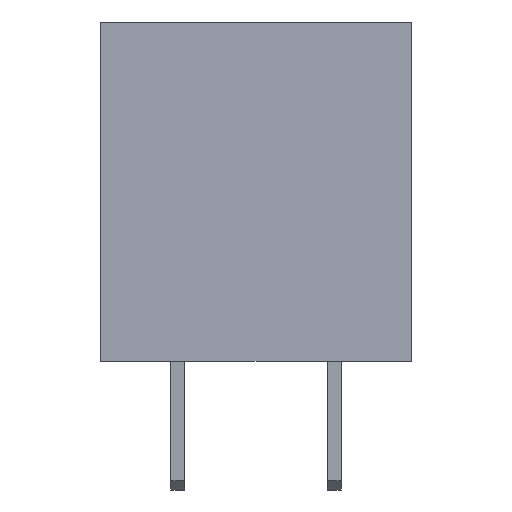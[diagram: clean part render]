
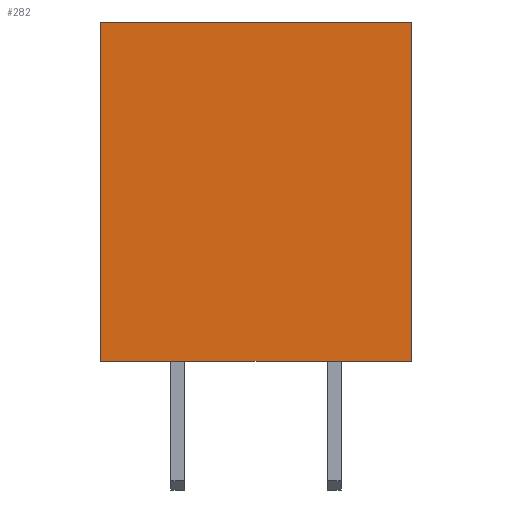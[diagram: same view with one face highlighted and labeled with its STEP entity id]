
A CAD part, left-side view. The second image highlights one B-rep face of the part: STEP entity #282.
In plain terms, the highlighted planar face has unit normal (-1, 0, 0).
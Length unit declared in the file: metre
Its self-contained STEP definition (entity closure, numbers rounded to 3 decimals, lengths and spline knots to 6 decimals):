
#158 = EDGE_CURVE( '', #424, #425, #426, .T. );
#186 = EDGE_CURVE( '', #471, #425, #472, .T. );
#282 = ADVANCED_FACE( '', ( #609 ), #610, .F. );
#326 = EDGE_CURVE( '', #635, #424, #666, .T. );
#344 = EDGE_CURVE( '', #635, #471, #685, .T. );
#424 = VERTEX_POINT( '', #772 );
#425 = VERTEX_POINT( '', #773 );
#426 = LINE( '', #774, #775 );
#471 = VERTEX_POINT( '', #839 );
#472 = LINE( '', #840, #841 );
#609 = FACE_OUTER_BOUND( '', #1046, .T. );
#610 = PLANE( '', #1047 );
#635 = VERTEX_POINT( '', #1087 );
#666 = LINE( '', #1134, #1135 );
#685 = LINE( '', #1169, #1170 );
#772 = CARTESIAN_POINT( '', ( -0.008, -0.003346, 0.007486 ) );
#773 = CARTESIAN_POINT( '', ( -0.008, -0.003346, 0.000116 ) );
#774 = CARTESIAN_POINT( '', ( -0.008, -0.003346, 0.007486 ) );
#775 = VECTOR( '', #1261, 1. );
#839 = CARTESIAN_POINT( '', ( -0.008, 0.003384, 0.000116 ) );
#840 = CARTESIAN_POINT( '', ( -0.008, -0.003346, 0.000116 ) );
#841 = VECTOR( '', #1303, 1. );
#1046 = EDGE_LOOP( '', ( #1451, #1452, #1453, #1454 ) );
#1047 = AXIS2_PLACEMENT_3D( '', #1455, #1456, #1457 );
#1087 = CARTESIAN_POINT( '', ( -0.008, 0.003384, 0.007486 ) );
#1134 = CARTESIAN_POINT( '', ( -0.008, -0.003346, 0.007486 ) );
#1135 = VECTOR( '', #1541, 1. );
#1169 = CARTESIAN_POINT( '', ( -0.008, 0.003384, 0.007486 ) );
#1170 = VECTOR( '', #1559, 1. );
#1261 = DIRECTION( '', ( 0., 0., -1. ) );
#1303 = DIRECTION( '', ( 0., -1., 0. ) );
#1451 = ORIENTED_EDGE( '', *, *, #186, .T. );
#1452 = ORIENTED_EDGE( '', *, *, #158, .F. );
#1453 = ORIENTED_EDGE( '', *, *, #326, .F. );
#1454 = ORIENTED_EDGE( '', *, *, #344, .T. );
#1455 = CARTESIAN_POINT( '', ( -0.008, -0.003346, 0.007486 ) );
#1456 = DIRECTION( '', ( 1., 0., 0. ) );
#1457 = DIRECTION( '', ( 0., 1., 0. ) );
#1541 = DIRECTION( '', ( 0., -1., 0. ) );
#1559 = DIRECTION( '', ( 0., 0., -1. ) );
